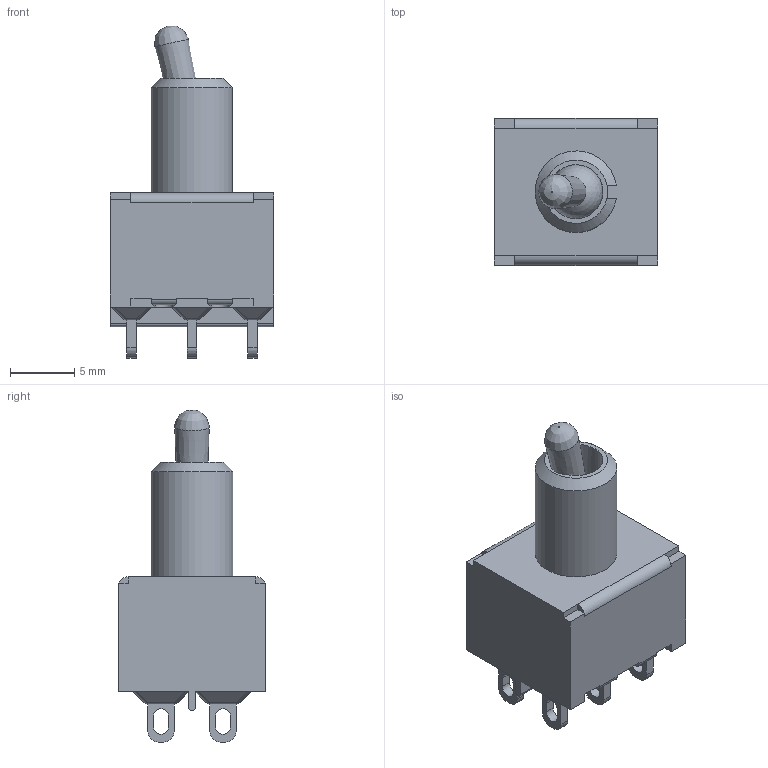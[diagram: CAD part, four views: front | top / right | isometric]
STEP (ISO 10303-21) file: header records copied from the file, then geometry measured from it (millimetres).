
FILE_DESCRIPTION((' '),'2;1');
FILE_NAME('100DPxT2B1M1xE.stp','2017-07-27T13:14:41',(' '),(' '),' ','ACIS',' ');
FILE_SCHEMA(('CONFIG_CONTROL_DESIGN'));
Length unit declared in the file: inch
Products named in the file (1): 100DPxT2B1M1xE.stp
Bounding box: 12.7 x 11.43 x 25.82 mm (x, y, z)
Volume: 925.2 mm3; surface area: 1905.8 mm2
Topology: 1 solids, 2 shells, 358 faces, 918 edges, 580 vertices
Faces by surface type: plane 245, cylinder 85, sphere 25, cone 2, bspline 1
Full cylindrical faces by diameter (mm): 4.2 x1
Entity records: 10815 total; most frequent: CARTESIAN_POINT 1910, DIRECTION 1820, ORIENTED_EDGE 1820, EDGE_CURVE 910, VECTOR 706, LINE 706, VERTEX_POINT 576, AXIS2_PLACEMENT_3D 557
